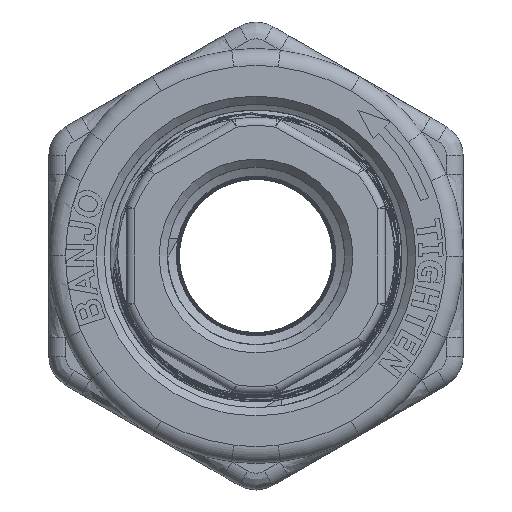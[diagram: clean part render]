
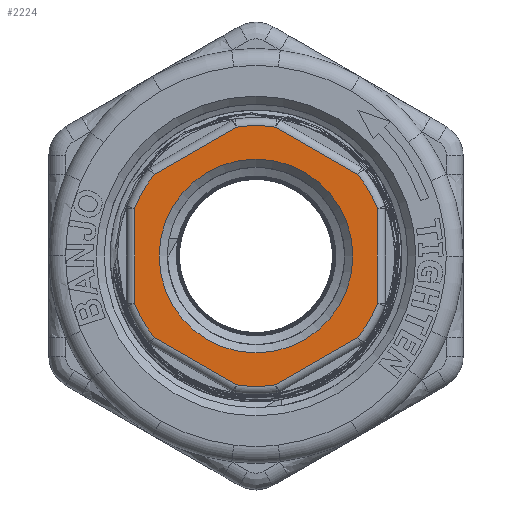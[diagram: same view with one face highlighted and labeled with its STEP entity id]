
A CAD part, left-side view. The second image highlights one B-rep face of the part: STEP entity #2224.
In plain terms, the highlighted planar face has unit normal (-1, 0, 0).
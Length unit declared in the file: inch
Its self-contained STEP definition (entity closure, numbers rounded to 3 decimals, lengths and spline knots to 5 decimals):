
#126=CARTESIAN_POINT('',(-2.87,0.9,0.35094));
#127=VERTEX_POINT('',#126);
#135=CARTESIAN_POINT('',(-2.87,0.75392,0.60395));
#136=VERTEX_POINT('',#135);
#137=CARTESIAN_POINT('',(-2.87,0.0,0.0));
#138=DIRECTION('',(1.0,0.0,0.0));
#139=DIRECTION('',(0.0,0.866,0.5));
#140=AXIS2_PLACEMENT_3D('',#137,#138,#139);
#141=CIRCLE('',#140,0.966);
#142=EDGE_CURVE('',#127,#136,#141,.T.);
#168=CARTESIAN_POINT('',(-2.87,0.14608,0.95489));
#169=VERTEX_POINT('',#168);
#194=CARTESIAN_POINT('',(-2.87,0.75392,0.60395));
#195=DIRECTION('',(0.0,-0.866,0.5));
#196=VECTOR('',#195,0.70187);
#197=LINE('',#194,#196);
#198=EDGE_CURVE('',#136,#169,#197,.T.);
#234=CARTESIAN_POINT('',(-2.87,-0.14608,0.95489));
#235=VERTEX_POINT('',#234);
#236=CARTESIAN_POINT('',(-2.87,0.0,0.0));
#237=DIRECTION('',(1.0,0.0,0.0));
#238=DIRECTION('',(0.0,0.0,1.0));
#239=AXIS2_PLACEMENT_3D('',#236,#237,#238);
#240=CIRCLE('',#239,0.966);
#241=EDGE_CURVE('',#169,#235,#240,.T.);
#284=CARTESIAN_POINT('',(-2.87,-0.75392,0.60395));
#285=VERTEX_POINT('',#284);
#310=CARTESIAN_POINT('',(-2.87,-0.14608,0.95489));
#311=DIRECTION('',(0.0,-0.866,-0.5));
#312=VECTOR('',#311,0.70187);
#313=LINE('',#310,#312);
#314=EDGE_CURVE('',#235,#285,#313,.T.);
#350=CARTESIAN_POINT('',(-2.87,-0.9,0.35094));
#351=VERTEX_POINT('',#350);
#352=CARTESIAN_POINT('',(-2.87,0.0,0.0));
#353=DIRECTION('',(1.0,0.0,0.0));
#354=DIRECTION('',(0.0,-0.866,0.5));
#355=AXIS2_PLACEMENT_3D('',#352,#353,#354);
#356=CIRCLE('',#355,0.966);
#357=EDGE_CURVE('',#285,#351,#356,.T.);
#400=CARTESIAN_POINT('',(-2.87,-0.9,-0.35094));
#401=VERTEX_POINT('',#400);
#426=CARTESIAN_POINT('',(-2.87,-0.9,0.35094));
#427=DIRECTION('',(0.0,0.0,-1.0));
#428=VECTOR('',#427,0.70187);
#429=LINE('',#426,#428);
#430=EDGE_CURVE('',#351,#401,#429,.T.);
#466=CARTESIAN_POINT('',(-2.87,-0.75392,-0.60395));
#467=VERTEX_POINT('',#466);
#468=CARTESIAN_POINT('',(-2.87,0.0,0.0));
#469=DIRECTION('',(1.0,0.0,0.0));
#470=DIRECTION('',(0.0,-0.866,-0.5));
#471=AXIS2_PLACEMENT_3D('',#468,#469,#470);
#472=CIRCLE('',#471,0.966);
#473=EDGE_CURVE('',#401,#467,#472,.T.);
#516=CARTESIAN_POINT('',(-2.87,-0.14608,-0.95489));
#517=VERTEX_POINT('',#516);
#542=CARTESIAN_POINT('',(-2.87,-0.75392,-0.60395));
#543=DIRECTION('',(0.0,0.866,-0.5));
#544=VECTOR('',#543,0.70187);
#545=LINE('',#542,#544);
#546=EDGE_CURVE('',#467,#517,#545,.T.);
#582=CARTESIAN_POINT('',(-2.87,0.14608,-0.95489));
#583=VERTEX_POINT('',#582);
#584=CARTESIAN_POINT('',(-2.87,0.0,0.0));
#585=DIRECTION('',(1.0,0.0,0.0));
#586=DIRECTION('',(0.0,0.0,-1.0));
#587=AXIS2_PLACEMENT_3D('',#584,#585,#586);
#588=CIRCLE('',#587,0.966);
#589=EDGE_CURVE('',#517,#583,#588,.T.);
#632=CARTESIAN_POINT('',(-2.87,0.75392,-0.60395));
#633=VERTEX_POINT('',#632);
#658=CARTESIAN_POINT('',(-2.87,0.14608,-0.95489));
#659=DIRECTION('',(0.0,0.866,0.5));
#660=VECTOR('',#659,0.70187);
#661=LINE('',#658,#660);
#662=EDGE_CURVE('',#583,#633,#661,.T.);
#698=CARTESIAN_POINT('',(-2.87,0.9,-0.35094));
#699=VERTEX_POINT('',#698);
#700=CARTESIAN_POINT('',(-2.87,0.0,0.0));
#701=DIRECTION('',(1.0,0.0,0.0));
#702=DIRECTION('',(0.0,0.866,-0.5));
#703=AXIS2_PLACEMENT_3D('',#700,#701,#702);
#704=CIRCLE('',#703,0.966);
#705=EDGE_CURVE('',#633,#699,#704,.T.);
#772=CARTESIAN_POINT('',(-2.87,0.9,-0.35094));
#773=DIRECTION('',(0.0,0.0,1.0));
#774=VECTOR('',#773,0.70187);
#775=LINE('',#772,#774);
#776=EDGE_CURVE('',#699,#127,#775,.T.);
#2194=CARTESIAN_POINT('',(-2.87,0.87175,0.0));
#2195=DIRECTION('',(-1.0,0.0,0.0));
#2196=DIRECTION('',(0.0,0.0,1.0));
#2197=AXIS2_PLACEMENT_3D('',#2194,#2195,#2196);
#2198=PLANE('',#2197);
#2199=ORIENTED_EDGE('',*,*,#142,.F.);
#2200=ORIENTED_EDGE('',*,*,#776,.F.);
#2201=ORIENTED_EDGE('',*,*,#705,.F.);
#2202=ORIENTED_EDGE('',*,*,#662,.F.);
#2203=ORIENTED_EDGE('',*,*,#589,.F.);
#2204=ORIENTED_EDGE('',*,*,#546,.F.);
#2205=ORIENTED_EDGE('',*,*,#473,.F.);
#2206=ORIENTED_EDGE('',*,*,#430,.F.);
#2207=ORIENTED_EDGE('',*,*,#357,.F.);
#2208=ORIENTED_EDGE('',*,*,#314,.F.);
#2209=ORIENTED_EDGE('',*,*,#241,.F.);
#2210=ORIENTED_EDGE('',*,*,#198,.F.);
#2211=EDGE_LOOP('',(#2199,#2200,#2201,#2202,#2203,#2204,#2205,#2206,#2207,#2208,#2209,#2210));
#2212=FACE_OUTER_BOUND('',#2211,.T.);
#2213=CARTESIAN_POINT('',(-2.87,0.7175,0.0));
#2214=VERTEX_POINT('',#2213);
#2215=CARTESIAN_POINT('',(-2.87,0.0,0.0));
#2216=DIRECTION('',(1.0,0.0,0.0));
#2217=DIRECTION('',(0.0,1.0,0.0));
#2218=AXIS2_PLACEMENT_3D('',#2215,#2216,#2217);
#2219=CIRCLE('',#2218,0.7175);
#2220=EDGE_CURVE('',#2214,#2214,#2219,.T.);
#2221=ORIENTED_EDGE('',*,*,#2220,.T.);
#2222=EDGE_LOOP('',(#2221));
#2223=FACE_BOUND('',#2222,.T.);
#2224=ADVANCED_FACE('',(#2212,#2223),#2198,.T.);
